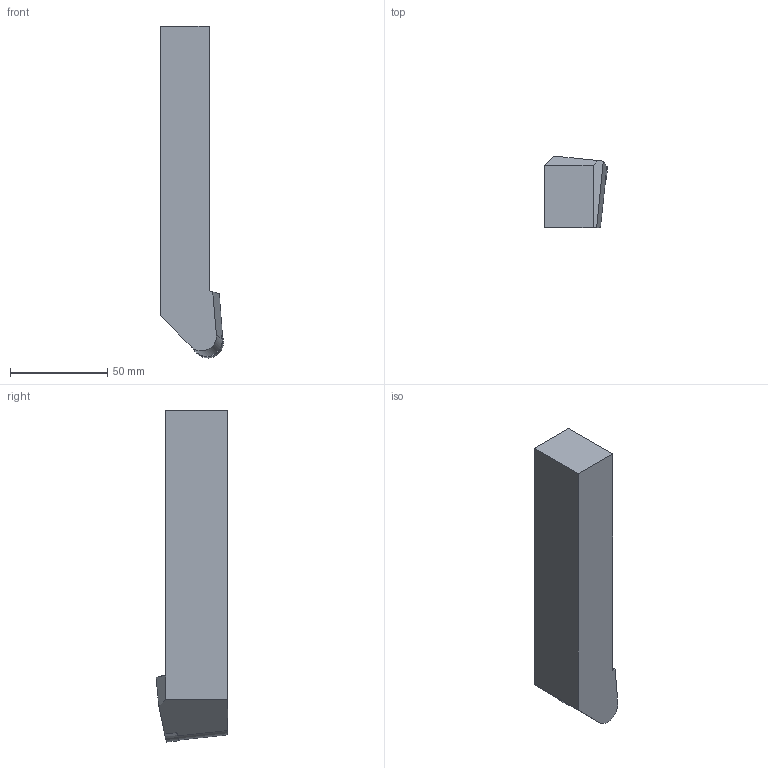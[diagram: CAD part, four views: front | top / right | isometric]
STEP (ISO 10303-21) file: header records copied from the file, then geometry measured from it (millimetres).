
FILE_DESCRIPTION(/* description */ (''),/* implementation_level */ '2;1');
FILE_NAME(/* name */ 'PRSNL3225P15_SIM.stp',/* time_stamp */ '2023-02-20T08:25:12+01:00',/* author */ (''),/* organization */ (''),/* preprocessor_version */ 'ST-DEVELOPER v16.7',/* originating_system */ 'SIEMENS PLM Software NX 12.0',/* authorisation */ '');
FILE_SCHEMA (('AUTOMOTIVE_DESIGN { 1 0 10303 214 3 1 1 1 }'));
Length unit declared in the file: millimetre
Products named in the file (1): kl620838BAE7d76n
Bounding box: 32.4 x 36.88 x 170.4 mm (x, y, z)
Volume: 134235.2 mm3; surface area: 21428.6 mm2
Topology: 2 solids, 2 shells, 19 faces, 41 edges, 26 vertices
Faces by surface type: plane 15, cylinder 4
Full cylindrical faces by diameter (mm): 6.35 x1, 15.88 x1
Entity records: 556 total; most frequent: CARTESIAN_POINT 103, DIRECTION 84, ORIENTED_EDGE 78, EDGE_CURVE 39, LINE 30, VECTOR 30, AXIS2_PLACEMENT_3D 27, VERTEX_POINT 26
